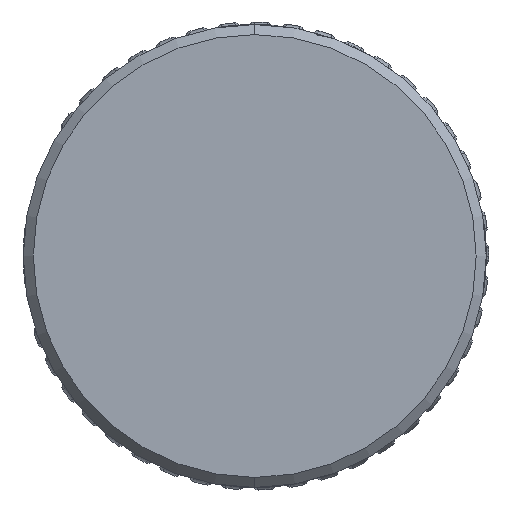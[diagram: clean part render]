
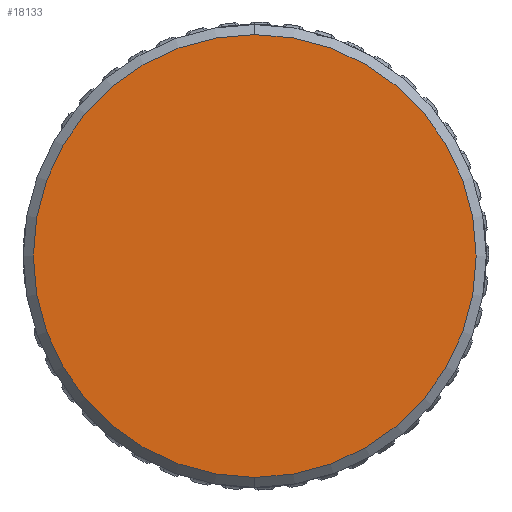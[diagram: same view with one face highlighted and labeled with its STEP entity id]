
A CAD part, left-side view. The second image highlights one B-rep face of the part: STEP entity #18133.
In plain terms, the highlighted planar face has unit normal (-1, 0, 0).
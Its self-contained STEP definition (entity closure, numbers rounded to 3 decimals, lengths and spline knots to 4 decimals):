
#17424=CARTESIAN_POINT('',(-6.055,0.,0.));
#17425=DIRECTION('',(1.,0.,0.));
#17426=DIRECTION('',(0.,0.,-1.));
#17427=AXIS2_PLACEMENT_3D('',#17424,#17425,#17426);
#17438=CARTESIAN_POINT('',(-6.055,0.,0.));
#17439=DIRECTION('',(-1.,0.,0.));
#17440=DIRECTION('',(0.,0.,-1.));
#17441=AXIS2_PLACEMENT_3D('',#17438,#17439,#17440);
#17985=CARTESIAN_POINT('',(-6.055,0.,-0.88));
#17986=CARTESIAN_POINT('',(-6.055,0.,0.88));
#17987=VERTEX_POINT('',#17985);
#17988=VERTEX_POINT('',#17986);
#18122=CARTESIAN_POINT('',(-6.055,0.,0.));
#18123=DIRECTION('',(-1.,0.,0.));
#18124=DIRECTION('',(0.,0.,1.));
#18125=AXIS2_PLACEMENT_3D('',#18122,#18123,#18124);
#18126=PLANE('',#18125);
#18128=ORIENTED_EDGE('',*,*,#18127,.F.);
#18130=ORIENTED_EDGE('',*,*,#18129,.T.);
#18131=EDGE_LOOP('',(#18128,#18130));
#18132=FACE_OUTER_BOUND('',#18131,.F.);
#18133=ADVANCED_FACE('',(#18132),#18126,.T.);
#17428=CIRCLE('',#17427,0.88);
#17442=CIRCLE('',#17441,0.88);
#18127=EDGE_CURVE('',#17987,#17988,#17442,.T.);
#18129=EDGE_CURVE('',#17987,#17988,#17428,.T.);
